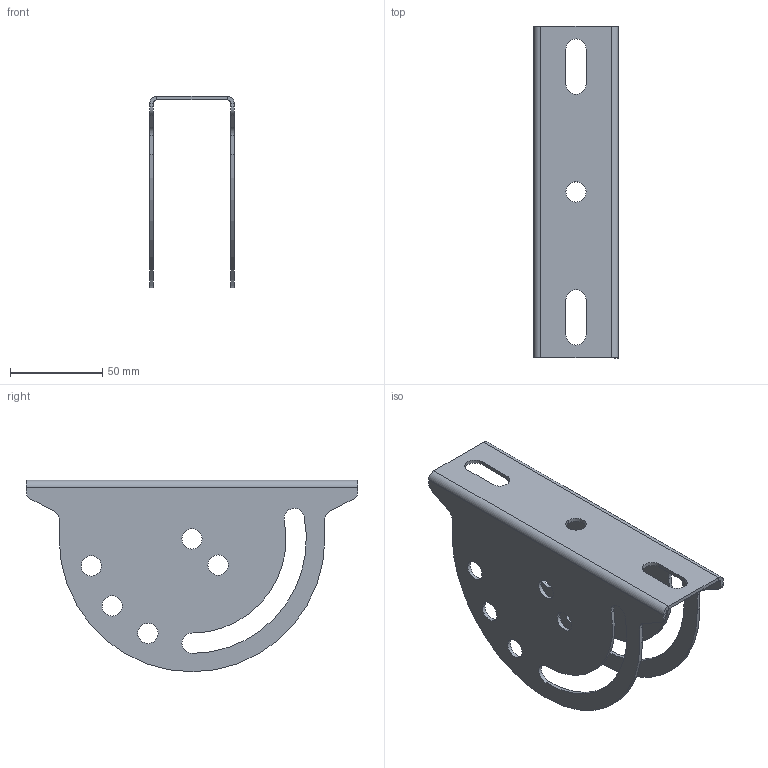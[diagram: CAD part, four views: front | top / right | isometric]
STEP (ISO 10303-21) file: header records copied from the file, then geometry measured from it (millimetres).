
FILE_DESCRIPTION((''),'2;1');
FILE_NAME('741518','2018-11-08T19:00:40',('tomasz.grudniewski'),(''),'CREO PARAMETRIC BY PTC INC, 2018260','CREO PARAMETRIC BY PTC INC, 2018260','');
FILE_SCHEMA(('CONFIG_CONTROL_DESIGN'));
Length unit declared in the file: millimetre
Products named in the file (1): 741518
Bounding box: 46 x 180 x 103.86 mm (x, y, z)
Volume: 58991.8 mm3; surface area: 62374.4 mm2
Topology: 1 solids, 1 shells, 78 faces, 212 edges, 136 vertices
Faces by surface type: cylinder 48, plane 30
Entity records: 2582 total; most frequent: DIRECTION 464, CARTESIAN_POINT 426, ORIENTED_EDGE 424, EDGE_CURVE 212, AXIS2_PLACEMENT_3D 174, VERTEX_POINT 136, VECTOR 116, LINE 116
